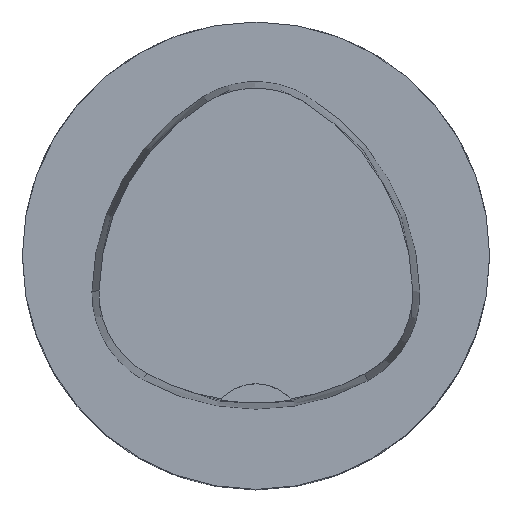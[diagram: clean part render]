
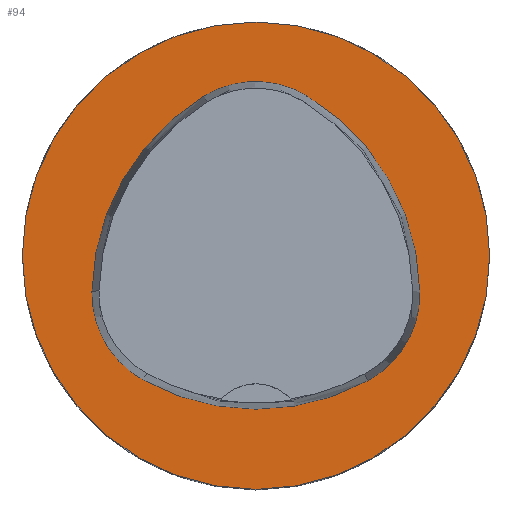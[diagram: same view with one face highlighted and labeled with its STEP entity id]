
A CAD part, top view. The second image highlights one B-rep face of the part: STEP entity #94.
In plain terms, the highlighted planar face has unit normal (0, 0, 1).
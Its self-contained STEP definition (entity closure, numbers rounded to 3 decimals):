
#47=FACE_BOUND('',#155,.T.);
#48=FACE_BOUND('',#156,.T.);
#70=PLANE('',#517);
#94=ADVANCED_FACE('',(#47,#48),#70,.T.);
#155=EDGE_LOOP('',(#272,#273,#274,#275,#276,#277));
#156=EDGE_LOOP('',(#278));
#272=ORIENTED_EDGE('',*,*,#411,.T.);
#273=ORIENTED_EDGE('',*,*,#391,.T.);
#274=ORIENTED_EDGE('',*,*,#395,.T.);
#275=ORIENTED_EDGE('',*,*,#398,.T.);
#276=ORIENTED_EDGE('',*,*,#401,.T.);
#277=ORIENTED_EDGE('',*,*,#409,.T.);
#278=ORIENTED_EDGE('',*,*,#414,.F.);
#350=VERTEX_POINT('',#718);
#351=VERTEX_POINT('',#719);
#354=VERTEX_POINT('',#727);
#356=VERTEX_POINT('',#733);
#358=VERTEX_POINT('',#739);
#365=VERTEX_POINT('',#760);
#366=VERTEX_POINT('',#770);
#391=EDGE_CURVE('',#350,#351,#448,.T.);
#395=EDGE_CURVE('',#351,#354,#450,.T.);
#398=EDGE_CURVE('',#354,#356,#452,.T.);
#401=EDGE_CURVE('',#356,#358,#454,.T.);
#409=EDGE_CURVE('',#358,#365,#458,.T.);
#411=EDGE_CURVE('',#365,#350,#460,.T.);
#414=EDGE_CURVE('',#366,#366,#463,.T.);
#448=CIRCLE('',#494,20.);
#450=CIRCLE('',#497,8.5);
#452=CIRCLE('',#500,20.);
#454=CIRCLE('',#503,8.5);
#458=CIRCLE('',#508,20.);
#460=CIRCLE('',#511,8.5);
#463=CIRCLE('',#516,20.);
#494=AXIS2_PLACEMENT_3D('',#717,#565,#566);
#497=AXIS2_PLACEMENT_3D('',#726,#573,#574);
#500=AXIS2_PLACEMENT_3D('',#732,#580,#581);
#503=AXIS2_PLACEMENT_3D('',#738,#587,#588);
#508=AXIS2_PLACEMENT_3D('',#761,#599,#600);
#511=AXIS2_PLACEMENT_3D('',#764,#605,#606);
#516=AXIS2_PLACEMENT_3D('',#769,#615,#616);
#517=AXIS2_PLACEMENT_3D('',#771,#617,#618);
#565=DIRECTION('',(0.,0.,-1.));
#566=DIRECTION('',(-1.,0.,0.));
#573=DIRECTION('',(0.,0.,-1.));
#574=DIRECTION('',(-1.,0.,0.));
#580=DIRECTION('',(0.,0.,-1.));
#581=DIRECTION('',(-1.,0.,0.));
#587=DIRECTION('',(0.,0.,-1.));
#588=DIRECTION('',(-1.,0.,0.));
#599=DIRECTION('',(0.,0.,-1.));
#600=DIRECTION('',(-1.,0.,0.));
#605=DIRECTION('',(0.,0.,-1.));
#606=DIRECTION('',(-1.,0.,0.));
#615=DIRECTION('',(0.,0.,-1.));
#616=DIRECTION('',(-1.,0.,0.));
#617=DIRECTION('',(0.,0.,1.));
#618=DIRECTION('',(1.,0.,0.));
#717=CARTESIAN_POINT('',(5.955,-3.414,0.));
#718=CARTESIAN_POINT('',(-14.041,-3.042,0.));
#719=CARTESIAN_POINT('',(-4.472,13.653,0.));
#726=CARTESIAN_POINT('',(-0.04,6.4,0.));
#727=CARTESIAN_POINT('',(4.347,13.68,0.));
#732=CARTESIAN_POINT('',(-5.976,-3.45,0.));
#733=CARTESIAN_POINT('',(14.021,-3.075,0.));
#738=CARTESIAN_POINT('',(5.522,-3.235,0.));
#739=CARTESIAN_POINT('',(9.588,-10.699,0.));
#760=CARTESIAN_POINT('',(-9.655,-10.639,0.));
#761=CARTESIAN_POINT('',(0.022,6.864,0.));
#764=CARTESIAN_POINT('',(-5.543,-3.2,0.));
#769=CARTESIAN_POINT('',(0.,0.,0.));
#770=CARTESIAN_POINT('',(-20.,0.,0.));
#771=CARTESIAN_POINT('',(0.,0.,0.));
